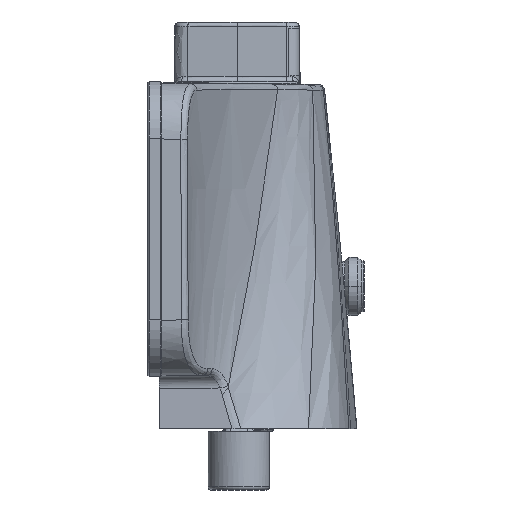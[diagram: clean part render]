
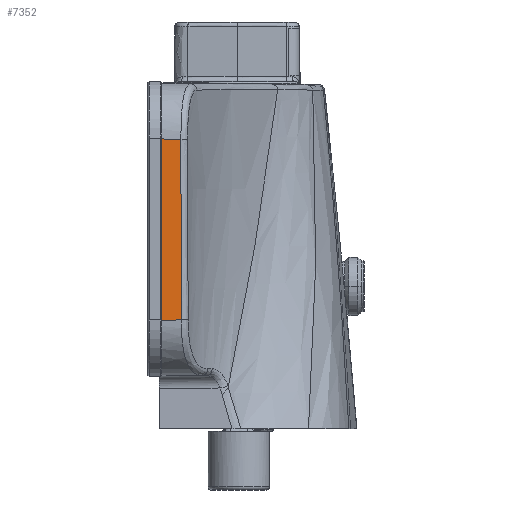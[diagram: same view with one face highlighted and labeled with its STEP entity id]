
A CAD part, left-side view. The second image highlights one B-rep face of the part: STEP entity #7352.
In plain terms, the highlighted cylindrical face has radius 2000 mm (diameter 4000 mm), a partial arc.
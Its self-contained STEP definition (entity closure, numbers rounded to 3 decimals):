
#179 = ORIENTED_EDGE ( 'NONE', *, *, #10645, .F. ) ;
#777 = CARTESIAN_POINT ( 'NONE',  ( 1814.695, 34.905, 122.6 ) ) ;
#799 = VERTEX_POINT ( 'NONE', #6311 ) ;
#1005 = CARTESIAN_POINT ( 'NONE',  ( -184.937, -3.522, 102.227 ) ) ;
#1176 = B_SPLINE_CURVE_WITH_KNOTS ( 'NONE', 3,
 ( #4029, #19253, #9637, #7986 ),
 .UNSPECIFIED., .F., .F.,
 ( 4, 4 ),
 ( 0.085, 1. ),
 .UNSPECIFIED. ) ;
#1243 = ORIENTED_EDGE ( 'NONE', *, *, #1697, .T. ) ;
#1420 = CARTESIAN_POINT ( 'NONE',  ( -185.021, 1.221, 37.542 ) ) ;
#1697 = EDGE_CURVE ( 'NONE', #799, #12462, #1176, .T. ) ;
#3437 = VERTEX_POINT ( 'NONE', #10209 ) ;
#3968 = VERTEX_POINT ( 'NONE', #6784 ) ;
#4029 = CARTESIAN_POINT ( 'NONE',  ( -185.021, 1.221, 37.425 ) ) ;
#4394 = LINE ( 'NONE', #16130, #18156 ) ;
#4666 = EDGE_CURVE ( 'NONE', #3437, #19993, #4807, .T. ) ;
#4807 = LINE ( 'NONE', #15151, #9750 ) ;
#5761 = CARTESIAN_POINT ( 'NONE',  ( -184.887, -5.977, 37.649 ) ) ;
#6311 = CARTESIAN_POINT ( 'NONE',  ( -185.021, 1.221, 37.425 ) ) ;
#6784 = CARTESIAN_POINT ( 'NONE',  ( -184.888, -5.894, 102.151 ) ) ;
#7139 = DIRECTION ( 'NONE',  ( 0., 0., -1. ) ) ;
#7217 = CARTESIAN_POINT ( 'NONE',  ( -184.888, -5.894, 102.151 ) ) ;
#7291 = DIRECTION ( 'NONE',  ( 0., 0., -1. ) ) ;
#7352 = ADVANCED_FACE ( 'NONE', ( #19686 ), #11977, .T. ) ;
#7986 = CARTESIAN_POINT ( 'NONE',  ( -184.887, -5.977, 37.649 ) ) ;
#8234 = CARTESIAN_POINT ( 'NONE',  ( -185.021, 1.221, 37.6 ) ) ;
#8544 = EDGE_CURVE ( 'NONE', #3968, #3437, #9908, .T. ) ;
#8730 = DIRECTION ( 'NONE',  ( 0., -1., 0. ) ) ;
#8939 = CARTESIAN_POINT ( 'NONE',  ( -184.981, -1.151, 102.303 ) ) ;
#9238 = CARTESIAN_POINT ( 'NONE',  ( -185.021, 1.221, 37.483 ) ) ;
#9637 = CARTESIAN_POINT ( 'NONE',  ( -184.936, -3.578, 37.574 ) ) ;
#9750 = VECTOR ( 'NONE', #7291, 1000. ) ;
#9908 = B_SPLINE_CURVE_WITH_KNOTS ( 'NONE', 3,
 ( #7217, #1005, #8939, #20010 ),
 .UNSPECIFIED., .F., .F.,
 ( 4, 4 ),
 ( 0., 0.914 ),
 .UNSPECIFIED. ) ;
#10209 = CARTESIAN_POINT ( 'NONE',  ( -185.021, 1.221, 102.379 ) ) ;
#10645 = EDGE_CURVE ( 'NONE', #799, #19993, #17997, .T. ) ;
#11977 = CYLINDRICAL_SURFACE ( 'NONE', #12557, 2000. ) ;
#12402 = CARTESIAN_POINT ( 'NONE',  ( -185.021, 1.221, 37.6 ) ) ;
#12462 = VERTEX_POINT ( 'NONE', #5761 ) ;
#12557 = AXIS2_PLACEMENT_3D ( 'NONE', #777, #7139, #8730 ) ;
#13437 = EDGE_LOOP ( 'NONE', ( #14380, #19816, #179, #1243, #13922 ) ) ;
#13922 = ORIENTED_EDGE ( 'NONE', *, *, #16433, .T. ) ;
#14380 = ORIENTED_EDGE ( 'NONE', *, *, #8544, .T. ) ;
#15151 = CARTESIAN_POINT ( 'NONE',  ( -185.021, 1.221, 122.6 ) ) ;
#16130 = CARTESIAN_POINT ( 'NONE',  ( -184.888, -5.933, 69.9 ) ) ;
#16433 = EDGE_CURVE ( 'NONE', #12462, #3968, #4394, .T. ) ;
#17721 = DIRECTION ( 'NONE',  ( 0., 0.001, 1. ) ) ;
#17997 = B_SPLINE_CURVE_WITH_KNOTS ( 'NONE', 3,
 ( #20313, #9238, #1420, #12402 ),
 .UNSPECIFIED., .F., .F.,
 ( 4, 4 ),
 ( 0., 0. ),
 .UNSPECIFIED. ) ;
#18156 = VECTOR ( 'NONE', #17721, 1000. ) ;
#19253 = CARTESIAN_POINT ( 'NONE',  ( -184.981, -1.178, 37.499 ) ) ;
#19686 = FACE_OUTER_BOUND ( 'NONE', #13437, .T. ) ;
#19816 = ORIENTED_EDGE ( 'NONE', *, *, #4666, .T. ) ;
#19993 = VERTEX_POINT ( 'NONE', #8234 ) ;
#20010 = CARTESIAN_POINT ( 'NONE',  ( -185.021, 1.221, 102.379 ) ) ;
#20313 = CARTESIAN_POINT ( 'NONE',  ( -185.021, 1.221, 37.425 ) ) ;
